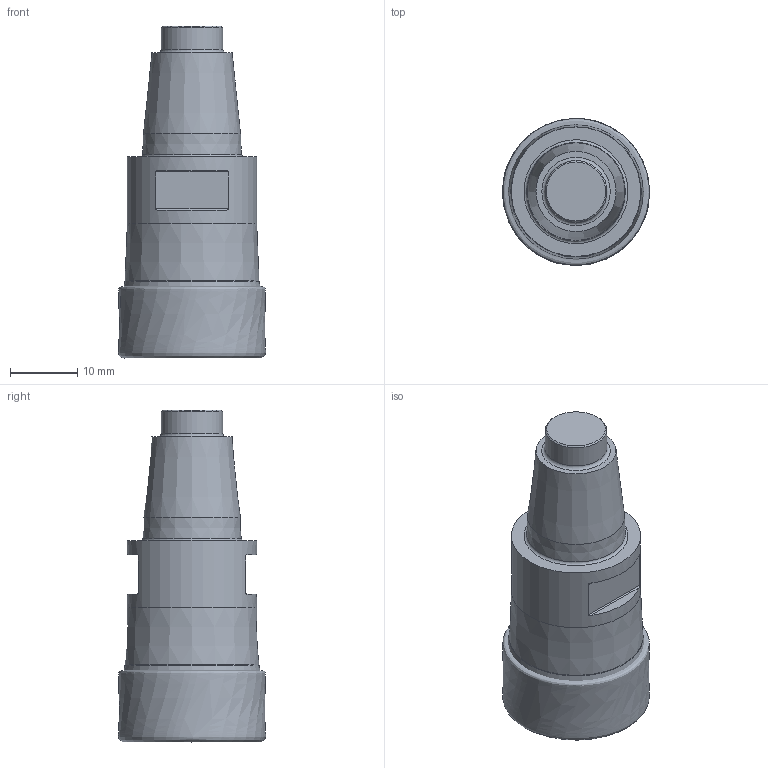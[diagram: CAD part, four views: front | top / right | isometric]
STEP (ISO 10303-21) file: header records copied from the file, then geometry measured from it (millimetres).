
FILE_DESCRIPTION(/* description */ (''),/* implementation_level */ '2;1');
FILE_NAME(/* name */ 'toolassembly_1.stp',/* time_stamp */ '2019-06-27T10:53:27+02:00',/* author */ (''),/* organization */ ('SMS'),/* preprocessor_version */ 'ST-DEVELOPER v16.7',/* originating_system */ 'SIEMENS PLM Software NX 12.0',/* authorisation */ '');
FILE_SCHEMA (('AUTOMOTIVE_DESIGN { 1 0 10303 214 3 1 1 1 }'));
Length unit declared in the file: millimetre
Products named in the file (4): CUT_20190627105236; NOCUT_20190627105205; ASSEMBLY_CONSTRUCTION; TOOLASSEMBLY_1
Assembly tree (3 placements, depth 2):
  TOOLASSEMBLY_1
    ASSEMBLY_CONSTRUCTION
    NOCUT_20190627105205
    CUT_20190627105236
Bounding box: 21.95 x 21.94 x 49.5 mm (x, y, z)
Volume: 14727.5 mm3; surface area: 4823.5 mm2
Topology: 2 solids, 2 shells, 35 faces, 72 edges, 52 vertices
Faces by surface type: plane 11, cone 9, torus 8, cylinder 6, bspline 1
Full cylindrical faces by diameter (mm): 9.2 x1, 19.3 x1
Entity records: 6110 total; most frequent: CARTESIAN_POINT 5278, DIRECTION 158, ORIENTED_EDGE 94, AXIS2_PLACEMENT_3D 73, EDGE_LOOP 58, EDGE_CURVE 47, FACE_BOUND 47, VERTEX_POINT 40
